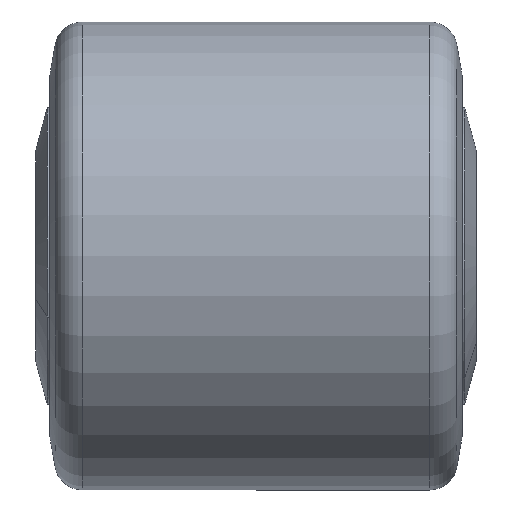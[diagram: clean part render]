
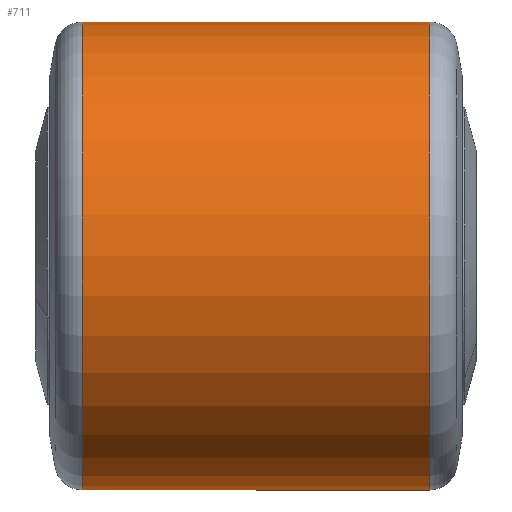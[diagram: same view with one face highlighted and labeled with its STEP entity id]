
A CAD part, top view. The second image highlights one B-rep face of the part: STEP entity #711.
In plain terms, the highlighted cylindrical face has radius 42.5 mm (diameter 85 mm), a partial arc.
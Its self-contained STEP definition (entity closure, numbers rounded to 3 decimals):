
#100 = CARTESIAN_POINT ( 'NONE',  ( 31.541, 42.5, 0. ) ) ;
#711 = ADVANCED_FACE ( 'NONE', ( #5169 ), #8808, .T. ) ;
#721 = DIRECTION ( 'NONE',  ( 0., -1., 0. ) ) ;
#984 = VERTEX_POINT ( 'NONE', #100 ) ;
#1261 = DIRECTION ( 'NONE',  ( 0., -1., 0. ) ) ;
#1321 = CARTESIAN_POINT ( 'NONE',  ( 31.541, 0., 0. ) ) ;
#1394 = EDGE_CURVE ( 'NONE', #984, #7331, #6168, .T. ) ;
#1477 = VECTOR ( 'NONE', #4486, 1000. ) ;
#1530 = ORIENTED_EDGE ( 'NONE', *, *, #1394, .T. ) ;
#1756 = CARTESIAN_POINT ( 'NONE',  ( 0., 0., 0. ) ) ;
#1778 = CIRCLE ( 'NONE', #8450, 42.5 ) ;
#2067 = VERTEX_POINT ( 'NONE', #5338 ) ;
#2321 = VERTEX_POINT ( 'NONE', #4464 ) ;
#2980 = EDGE_CURVE ( 'NONE', #2321, #984, #7830, .T. ) ;
#3103 = CARTESIAN_POINT ( 'NONE',  ( 0., 42.5, 0. ) ) ;
#3203 = AXIS2_PLACEMENT_3D ( 'NONE', #1756, #8661, #4568 ) ;
#4003 = CARTESIAN_POINT ( 'NONE',  ( -31.541, 0., 0. ) ) ;
#4233 = DIRECTION ( 'NONE',  ( -1., 0., 0. ) ) ;
#4464 = CARTESIAN_POINT ( 'NONE',  ( 31.541, -42.5, 0. ) ) ;
#4486 = DIRECTION ( 'NONE',  ( -1., 0., 0. ) ) ;
#4568 = DIRECTION ( 'NONE',  ( 0., -1., 0. ) ) ;
#4613 = EDGE_CURVE ( 'NONE', #2067, #7331, #1778, .T. ) ;
#4803 = DIRECTION ( 'NONE',  ( -1., 0., 0. ) ) ;
#5169 = FACE_OUTER_BOUND ( 'NONE', #7662, .T. ) ;
#5222 = EDGE_CURVE ( 'NONE', #2321, #2067, #8811, .T. ) ;
#5338 = CARTESIAN_POINT ( 'NONE',  ( -31.541, -42.5, 0. ) ) ;
#5393 = VECTOR ( 'NONE', #4233, 1000. ) ;
#5406 = DIRECTION ( 'NONE',  ( -1., 0., 0. ) ) ;
#5502 = ORIENTED_EDGE ( 'NONE', *, *, #4613, .F. ) ;
#6168 = LINE ( 'NONE', #3103, #1477 ) ;
#6213 = ORIENTED_EDGE ( 'NONE', *, *, #5222, .F. ) ;
#6425 = ORIENTED_EDGE ( 'NONE', *, *, #2980, .T. ) ;
#6521 = AXIS2_PLACEMENT_3D ( 'NONE', #1321, #5406, #1261 ) ;
#7331 = VERTEX_POINT ( 'NONE', #7779 ) ;
#7662 = EDGE_LOOP ( 'NONE', ( #6425, #1530, #5502, #6213 ) ) ;
#7779 = CARTESIAN_POINT ( 'NONE',  ( -31.541, 42.5, 0. ) ) ;
#7830 = CIRCLE ( 'NONE', #6521, 42.5 ) ;
#8276 = CARTESIAN_POINT ( 'NONE',  ( 0., -42.5, 0. ) ) ;
#8450 = AXIS2_PLACEMENT_3D ( 'NONE', #4003, #4803, #721 ) ;
#8661 = DIRECTION ( 'NONE',  ( -1., 0., 0. ) ) ;
#8808 = CYLINDRICAL_SURFACE ( 'NONE', #3203, 42.5 ) ;
#8811 = LINE ( 'NONE', #8276, #5393 ) ;
